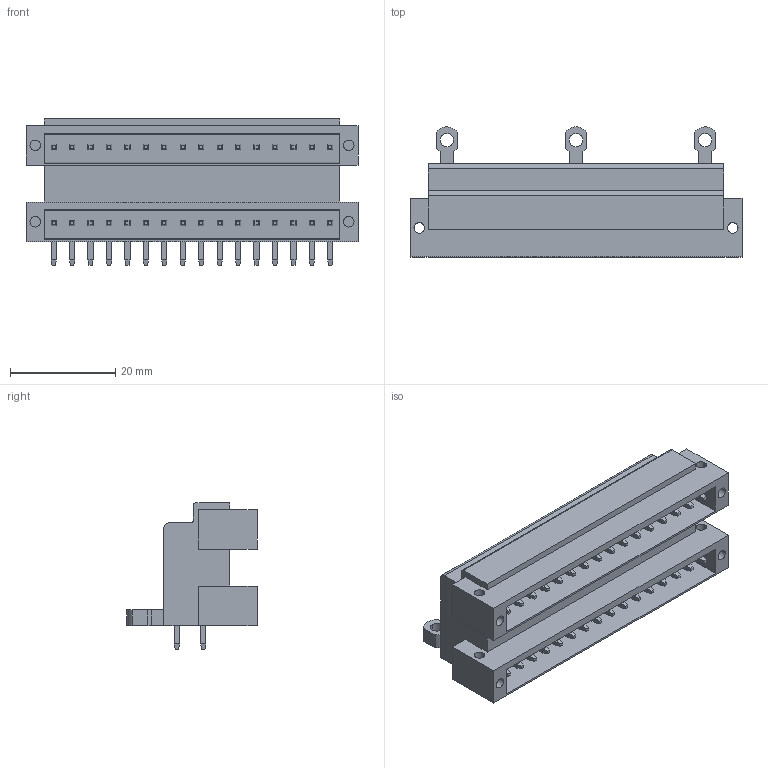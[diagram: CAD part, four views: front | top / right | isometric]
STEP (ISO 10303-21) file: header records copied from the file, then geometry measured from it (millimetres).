
FILE_DESCRIPTION(('CATIA V5 STEP Exchange','CAx-IF Rec.Pracs.--- Model Styling and Organization---1.4--- 2014-01-23'),'2;1');
FILE_NAME ('D1488752_0_1634640000_1634640000.stp','2021-06-07T07:26:26+00:00',('none'),('Weidmueller'),'CATIA Version 5-6 Release 2016 SP3 HF44','CATIA V5 STEP AP214','none');
FILE_SCHEMA(('AUTOMOTIVE_DESIGN { 1 0 10303 214 1 1 1 1 }'));
Length unit declared in the file: millimetre
Products named in the file (1): 1634640000
Bounding box: 63 x 24.7 x 27.8 mm (x, y, z)
Volume: 16039.2 mm3; surface area: 14195.7 mm2
Topology: 33 solids, 33 shells, 792 faces, 1904 edges, 1184 vertices
Faces by surface type: plane 755, cylinder 37
Entity records: 20362 total; most frequent: ORIENTED_EDGE 3808, CARTESIAN_POINT 3633, DIRECTION 2224, EDGE_CURVE 1904, VECTOR 1574, LINE 1574, VERTEX_POINT 1184, EDGE_LOOP 876
